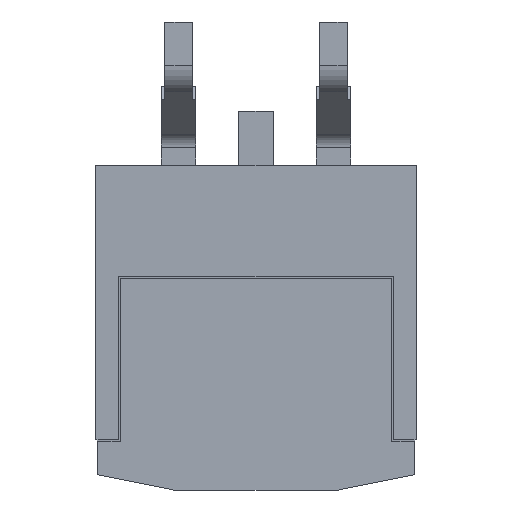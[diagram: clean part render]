
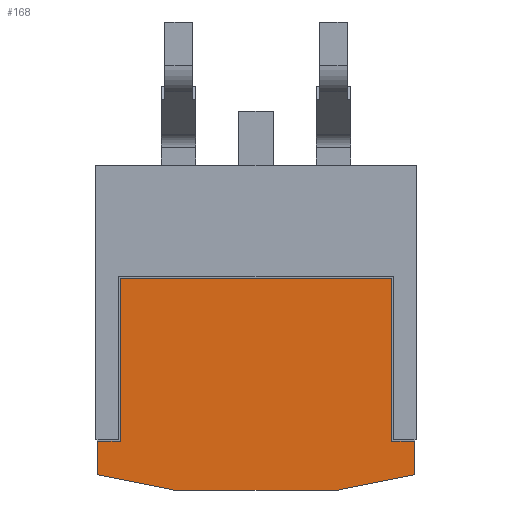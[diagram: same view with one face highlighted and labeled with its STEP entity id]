
A CAD part, front view. The second image highlights one B-rep face of the part: STEP entity #168.
In plain terms, the highlighted planar face has unit normal (0, -1, 0).
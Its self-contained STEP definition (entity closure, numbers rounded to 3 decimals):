
#90 = EDGE_CURVE ( 'NONE', #172, #91, #757, .T. ) ;
#91 = VERTEX_POINT ( 'NONE', #753 ) ;
#92 = ORIENTED_EDGE ( 'NONE', *, *, #117, .T. ) ;
#117 = EDGE_CURVE ( 'NONE', #91, #118, #810, .T. ) ;
#118 = VERTEX_POINT ( 'NONE', #806 ) ;
#119 = ORIENTED_EDGE ( 'NONE', *, *, #120, .T. ) ;
#120 = EDGE_CURVE ( 'NONE', #118, #121, #805, .T. ) ;
#121 = VERTEX_POINT ( 'NONE', #801 ) ;
#122 = ORIENTED_EDGE ( 'NONE', *, *, #123, .T. ) ;
#123 = EDGE_CURVE ( 'NONE', #121, #124, #800, .T. ) ;
#124 = VERTEX_POINT ( 'NONE', #796 ) ;
#125 = ORIENTED_EDGE ( 'NONE', *, *, #126, .T. ) ;
#126 = EDGE_CURVE ( 'NONE', #124, #127, #795, .T. ) ;
#127 = VERTEX_POINT ( 'NONE', #791 ) ;
#128 = ORIENTED_EDGE ( 'NONE', *, *, #129, .F. ) ;
#129 = EDGE_CURVE ( 'NONE', #130, #127, #852, .T. ) ;
#130 = VERTEX_POINT ( 'NONE', #848 ) ;
#131 = ORIENTED_EDGE ( 'NONE', *, *, #132, .F. ) ;
#132 = EDGE_CURVE ( 'NONE', #151, #130, #847, .T. ) ;
#151 = VERTEX_POINT ( 'NONE', #878 ) ;
#152 = ORIENTED_EDGE ( 'NONE', *, *, #153, .F. ) ;
#153 = EDGE_CURVE ( 'NONE', #154, #151, #877, .T. ) ;
#154 = VERTEX_POINT ( 'NONE', #873 ) ;
#155 = ORIENTED_EDGE ( 'NONE', *, *, #156, .F. ) ;
#156 = EDGE_CURVE ( 'NONE', #173, #154, #871, .T. ) ;
#168 = ADVANCED_FACE ( 'NONE', ( #893 ), #935, .T. ) ;
#169 = EDGE_LOOP ( 'NONE', ( #170, #174, #92, #119, #122, #125, #128, #131, #152, #155 ) ) ;
#170 = ORIENTED_EDGE ( 'NONE', *, *, #171, .F. ) ;
#171 = EDGE_CURVE ( 'NONE', #172, #173, #930, .T. ) ;
#172 = VERTEX_POINT ( 'NONE', #926 ) ;
#173 = VERTEX_POINT ( 'NONE', #925 ) ;
#174 = ORIENTED_EDGE ( 'NONE', *, *, #90, .T. ) ;
#753 = CARTESIAN_POINT ( 'NONE',  ( 4.45, 0.1, -7.35 ) ) ;
#754 = DIRECTION ( 'NONE',  ( -1., 0., 0. ) ) ;
#755 = VECTOR ( 'NONE', #754, 1000. ) ;
#756 = CARTESIAN_POINT ( 'NONE',  ( 5.2, 0.1, -7.35 ) ) ;
#757 = LINE ( 'NONE', #756, #755 ) ;
#791 = CARTESIAN_POINT ( 'NONE',  ( -5.2, 0.1, -7.35 ) ) ;
#792 = DIRECTION ( 'NONE',  ( -1., 0., 0. ) ) ;
#793 = VECTOR ( 'NONE', #792, 1000. ) ;
#794 = CARTESIAN_POINT ( 'NONE',  ( -5.2, 0.1, -7.35 ) ) ;
#795 = LINE ( 'NONE', #794, #793 ) ;
#796 = CARTESIAN_POINT ( 'NONE',  ( -4.45, 0.1, -7.35 ) ) ;
#797 = DIRECTION ( 'NONE',  ( 0., 0., -1. ) ) ;
#798 = VECTOR ( 'NONE', #797, 1000. ) ;
#799 = CARTESIAN_POINT ( 'NONE',  ( -4.45, 0.1, -7.3 ) ) ;
#800 = LINE ( 'NONE', #799, #798 ) ;
#801 = CARTESIAN_POINT ( 'NONE',  ( -4.45, 0.1, -2. ) ) ;
#802 = DIRECTION ( 'NONE',  ( -1., 0., 0. ) ) ;
#803 = VECTOR ( 'NONE', #802, 1000. ) ;
#804 = CARTESIAN_POINT ( 'NONE',  ( -4.5, 0.1, -2. ) ) ;
#805 = LINE ( 'NONE', #804, #803 ) ;
#806 = CARTESIAN_POINT ( 'NONE',  ( 4.45, 0.1, -2. ) ) ;
#807 = DIRECTION ( 'NONE',  ( 0., 0., 1. ) ) ;
#808 = VECTOR ( 'NONE', #807, 1000. ) ;
#809 = CARTESIAN_POINT ( 'NONE',  ( 4.45, 0.1, -7.3 ) ) ;
#810 = LINE ( 'NONE', #809, #808 ) ;
#844 = DIRECTION ( 'NONE',  ( -0.981, 0., 0.196 ) ) ;
#845 = VECTOR ( 'NONE', #844, 1000. ) ;
#846 = CARTESIAN_POINT ( 'NONE',  ( -5.2, 0.1, -8.45 ) ) ;
#847 = LINE ( 'NONE', #846, #845 ) ;
#848 = CARTESIAN_POINT ( 'NONE',  ( -5.2, 0.1, -8.45 ) ) ;
#849 = DIRECTION ( 'NONE',  ( 0., 0., 1. ) ) ;
#850 = VECTOR ( 'NONE', #849, 1000. ) ;
#851 = CARTESIAN_POINT ( 'NONE',  ( -5.2, 0.1, -7.3 ) ) ;
#852 = LINE ( 'NONE', #851, #850 ) ;
#868 = DIRECTION ( 'NONE',  ( -0.981, 0., -0.196 ) ) ;
#869 = VECTOR ( 'NONE', #868, 1000. ) ;
#870 = CARTESIAN_POINT ( 'NONE',  ( 2.7, 0.1, -8.95 ) ) ;
#871 = LINE ( 'NONE', #870, #869 ) ;
#873 = CARTESIAN_POINT ( 'NONE',  ( 2.7, 0.1, -8.95 ) ) ;
#874 = DIRECTION ( 'NONE',  ( -1., 0., 0. ) ) ;
#875 = VECTOR ( 'NONE', #874, 1000. ) ;
#876 = CARTESIAN_POINT ( 'NONE',  ( -2.7, 0.1, -8.95 ) ) ;
#877 = LINE ( 'NONE', #876, #875 ) ;
#878 = CARTESIAN_POINT ( 'NONE',  ( -2.7, 0.1, -8.95 ) ) ;
#893 = FACE_OUTER_BOUND ( 'NONE', #169, .T. ) ;
#925 = CARTESIAN_POINT ( 'NONE',  ( 5.2, 0.1, -8.45 ) ) ;
#926 = CARTESIAN_POINT ( 'NONE',  ( 5.2, 0.1, -7.35 ) ) ;
#927 = DIRECTION ( 'NONE',  ( 0., 0., -1. ) ) ;
#928 = VECTOR ( 'NONE', #927, 1000. ) ;
#929 = CARTESIAN_POINT ( 'NONE',  ( 5.2, 0.1, -7.3 ) ) ;
#930 = LINE ( 'NONE', #929, #928 ) ;
#931 = DIRECTION ( 'NONE',  ( 0., 0., -1. ) ) ;
#932 = DIRECTION ( 'NONE',  ( 0., -1., 0. ) ) ;
#933 = CARTESIAN_POINT ( 'NONE',  ( -5.25, 0.1, 1.7 ) ) ;
#934 = AXIS2_PLACEMENT_3D ( 'NONE', #933, #932, #931 ) ;
#935 = PLANE ( 'NONE',  #934 ) ;
